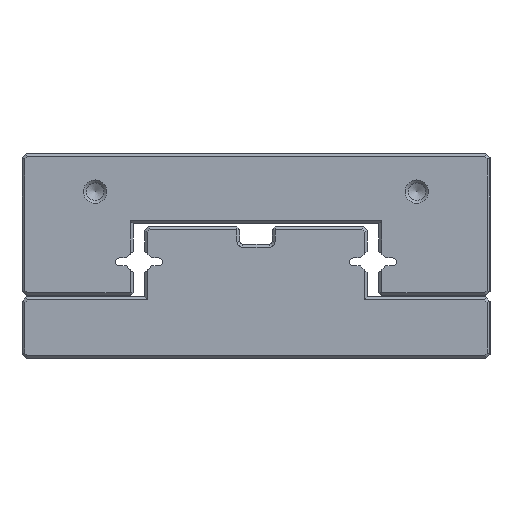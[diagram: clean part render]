
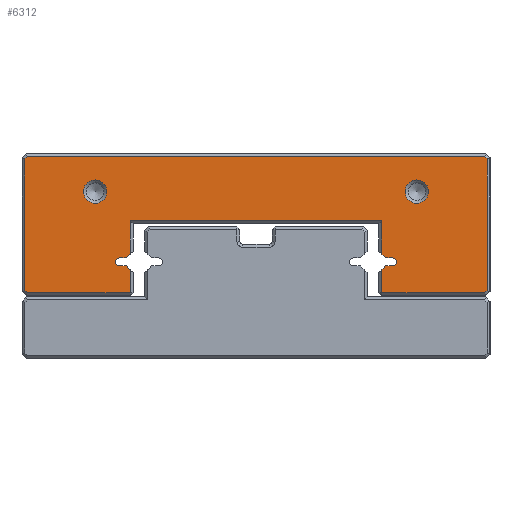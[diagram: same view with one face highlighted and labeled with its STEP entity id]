
A CAD part, left-side view. The second image highlights one B-rep face of the part: STEP entity #6312.
In plain terms, the highlighted planar face has unit normal (-1, 0, 0).
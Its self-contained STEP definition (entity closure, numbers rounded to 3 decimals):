
#5203=FACE_BOUND('',#9819,.T.);
#5204=FACE_BOUND('',#9820,.T.);
#5205=FACE_BOUND('',#9821,.T.);
#5785=CIRCLE('',#27023,0.667);
#5804=CIRCLE('',#27050,0.667);
#5808=CIRCLE('',#27060,2.);
#5809=CIRCLE('',#27061,2.);
#6312=ADVANCED_FACE('',(#5203,#5204,#5205),#7534,.T.);
#7534=PLANE('',#27062);
#9819=EDGE_LOOP('',(#12918,#12919,#12920,#12921,#12922,#12923,#12924,#12925,
#12926,#12927,#12928,#12929,#12930,#12931,#12932,#12933,#12934,#12935,#12936,
#12937,#12938,#12939,#12940,#12941));
#9820=EDGE_LOOP('',(#12942));
#9821=EDGE_LOOP('',(#12943));
#12918=ORIENTED_EDGE('',*,*,#20226,.F.);
#12919=ORIENTED_EDGE('',*,*,#20265,.T.);
#12920=ORIENTED_EDGE('',*,*,#20266,.T.);
#12921=ORIENTED_EDGE('',*,*,#20267,.T.);
#12922=ORIENTED_EDGE('',*,*,#20167,.F.);
#12923=ORIENTED_EDGE('',*,*,#20161,.F.);
#12924=ORIENTED_EDGE('',*,*,#20158,.F.);
#12925=ORIENTED_EDGE('',*,*,#20155,.F.);
#12926=ORIENTED_EDGE('',*,*,#20153,.F.);
#12927=ORIENTED_EDGE('',*,*,#20268,.T.);
#12928=ORIENTED_EDGE('',*,*,#20269,.T.);
#12929=ORIENTED_EDGE('',*,*,#20270,.T.);
#12930=ORIENTED_EDGE('',*,*,#20271,.T.);
#12931=ORIENTED_EDGE('',*,*,#20272,.T.);
#12932=ORIENTED_EDGE('',*,*,#20273,.T.);
#12933=ORIENTED_EDGE('',*,*,#20274,.T.);
#12934=ORIENTED_EDGE('',*,*,#20275,.T.);
#12935=ORIENTED_EDGE('',*,*,#20276,.T.);
#12936=ORIENTED_EDGE('',*,*,#20277,.T.);
#12937=ORIENTED_EDGE('',*,*,#20278,.T.);
#12938=ORIENTED_EDGE('',*,*,#20240,.F.);
#12939=ORIENTED_EDGE('',*,*,#20234,.F.);
#12940=ORIENTED_EDGE('',*,*,#20231,.F.);
#12941=ORIENTED_EDGE('',*,*,#20228,.F.);
#12942=ORIENTED_EDGE('',*,*,#20279,.T.);
#12943=ORIENTED_EDGE('',*,*,#20280,.T.);
#17911=VERTEX_POINT('',#36239);
#17912=VERTEX_POINT('',#36241);
#17913=VERTEX_POINT('',#36245);
#17915=VERTEX_POINT('',#36251);
#17917=VERTEX_POINT('',#36257);
#17922=VERTEX_POINT('',#36269);
#17962=VERTEX_POINT('',#36371);
#17963=VERTEX_POINT('',#36373);
#17964=VERTEX_POINT('',#36377);
#17966=VERTEX_POINT('',#36383);
#17968=VERTEX_POINT('',#36389);
#17973=VERTEX_POINT('',#36401);
#17994=VERTEX_POINT('',#36451);
#17995=VERTEX_POINT('',#36453);
#17996=VERTEX_POINT('',#36456);
#17997=VERTEX_POINT('',#36458);
#17998=VERTEX_POINT('',#36460);
#17999=VERTEX_POINT('',#36462);
#18000=VERTEX_POINT('',#36464);
#18001=VERTEX_POINT('',#36466);
#18002=VERTEX_POINT('',#36468);
#18003=VERTEX_POINT('',#36470);
#18004=VERTEX_POINT('',#36472);
#18005=VERTEX_POINT('',#36474);
#18006=VERTEX_POINT('',#36477);
#18007=VERTEX_POINT('',#36479);
#20153=EDGE_CURVE('',#17911,#17912,#22777,.T.);
#20155=EDGE_CURVE('',#17912,#17913,#22779,.T.);
#20158=EDGE_CURVE('',#17913,#17915,#5785,.T.);
#20161=EDGE_CURVE('',#17915,#17917,#22783,.T.);
#20167=EDGE_CURVE('',#17917,#17922,#22789,.T.);
#20226=EDGE_CURVE('',#17962,#17963,#22831,.T.);
#20228=EDGE_CURVE('',#17963,#17964,#22833,.T.);
#20231=EDGE_CURVE('',#17964,#17966,#5804,.T.);
#20234=EDGE_CURVE('',#17966,#17968,#22837,.T.);
#20240=EDGE_CURVE('',#17968,#17973,#22843,.T.);
#20265=EDGE_CURVE('',#17962,#17994,#22866,.T.);
#20266=EDGE_CURVE('',#17994,#17995,#22867,.T.);
#20267=EDGE_CURVE('',#17995,#17922,#22868,.T.);
#20268=EDGE_CURVE('',#17911,#17996,#22869,.T.);
#20269=EDGE_CURVE('',#17996,#17997,#22870,.T.);
#20270=EDGE_CURVE('',#17997,#17998,#22871,.T.);
#20271=EDGE_CURVE('',#17998,#17999,#22872,.T.);
#20272=EDGE_CURVE('',#17999,#18000,#22873,.T.);
#20273=EDGE_CURVE('',#18000,#18001,#22874,.T.);
#20274=EDGE_CURVE('',#18001,#18002,#22875,.T.);
#20275=EDGE_CURVE('',#18002,#18003,#22876,.T.);
#20276=EDGE_CURVE('',#18003,#18004,#22877,.T.);
#20277=EDGE_CURVE('',#18004,#18005,#22878,.T.);
#20278=EDGE_CURVE('',#18005,#17973,#22879,.T.);
#20279=EDGE_CURVE('',#18006,#18006,#5808,.T.);
#20280=EDGE_CURVE('',#18007,#18007,#5809,.T.);
#22777=LINE('',#36240,#25025);
#22779=LINE('',#36244,#25027);
#22783=LINE('',#36256,#25031);
#22789=LINE('',#36268,#25037);
#22831=LINE('',#36372,#25079);
#22833=LINE('',#36376,#25081);
#22837=LINE('',#36388,#25085);
#22843=LINE('',#36400,#25091);
#22866=LINE('',#36450,#25114);
#22867=LINE('',#36452,#25115);
#22868=LINE('',#36454,#25116);
#22869=LINE('',#36455,#25117);
#22870=LINE('',#36457,#25118);
#22871=LINE('',#36459,#25119);
#22872=LINE('',#36461,#25120);
#22873=LINE('',#36463,#25121);
#22874=LINE('',#36465,#25122);
#22875=LINE('',#36467,#25123);
#22876=LINE('',#36469,#25124);
#22877=LINE('',#36471,#25125);
#22878=LINE('',#36473,#25126);
#22879=LINE('',#36475,#25127);
#25025=VECTOR('',#29891,1.);
#25027=VECTOR('',#29895,1.);
#25031=VECTOR('',#29907,1.);
#25037=VECTOR('',#29915,1.);
#25079=VECTOR('',#29999,1.);
#25081=VECTOR('',#30003,1.);
#25085=VECTOR('',#30015,1.);
#25091=VECTOR('',#30023,1.);
#25114=VECTOR('',#30058,1.);
#25115=VECTOR('',#30059,1.);
#25116=VECTOR('',#30060,1.);
#25117=VECTOR('',#30061,1.);
#25118=VECTOR('',#30062,1.);
#25119=VECTOR('',#30063,1.);
#25120=VECTOR('',#30064,1.);
#25121=VECTOR('',#30065,1.);
#25122=VECTOR('',#30066,1.);
#25123=VECTOR('',#30067,1.);
#25124=VECTOR('',#30068,1.);
#25125=VECTOR('',#30069,1.);
#25126=VECTOR('',#30070,1.);
#25127=VECTOR('',#30071,1.);
#27023=AXIS2_PLACEMENT_3D('',#36250,#29900,#29901);
#27050=AXIS2_PLACEMENT_3D('',#36382,#30008,#30009);
#27060=AXIS2_PLACEMENT_3D('',#36476,#30072,#30073);
#27061=AXIS2_PLACEMENT_3D('',#36478,#30074,#30075);
#27062=AXIS2_PLACEMENT_3D('',#36480,#30076,#30077);
#29891=DIRECTION('',(0.,-0.707,0.707));
#29895=DIRECTION('',(0.,-1.,0.));
#29900=DIRECTION('',(-1.,0.,0.));
#29901=DIRECTION('',(0.,0.,-1.));
#29907=DIRECTION('',(0.,1.,0.));
#29915=DIRECTION('',(0.,0.707,0.707));
#29999=DIRECTION('',(0.,0.707,-0.707));
#30003=DIRECTION('',(0.,1.,0.));
#30008=DIRECTION('',(-1.,0.,0.));
#30009=DIRECTION('',(0.,0.,1.));
#30015=DIRECTION('',(0.,-1.,0.));
#30023=DIRECTION('',(0.,-0.707,-0.707));
#30058=DIRECTION('',(0.,0.,1.));
#30059=DIRECTION('',(0.,-1.,0.));
#30060=DIRECTION('',(0.,0.,-1.));
#30061=DIRECTION('',(0.,0.,-1.));
#30062=DIRECTION('',(0.,-1.,0.));
#30063=DIRECTION('',(0.,-0.707,0.707));
#30064=DIRECTION('',(0.,0.,1.));
#30065=DIRECTION('',(0.,0.707,0.707));
#30066=DIRECTION('',(0.,1.,0.));
#30067=DIRECTION('',(0.,0.707,-0.707));
#30068=DIRECTION('',(0.,0.,-1.));
#30069=DIRECTION('',(0.,-0.707,-0.707));
#30070=DIRECTION('',(0.,-1.,0.));
#30071=DIRECTION('',(0.,0.,1.));
#30072=DIRECTION('',(1.,0.,0.));
#30073=DIRECTION('',(0.,0.,-1.));
#30074=DIRECTION('',(1.,0.,0.));
#30075=DIRECTION('',(0.,0.,-1.));
#30076=DIRECTION('',(-1.,0.,0.));
#30077=DIRECTION('',(0.,0.,-1.));
#36239=CARTESIAN_POINT('',(80.,18.5,15.172));
#36240=CARTESIAN_POINT('',(80.,19.,14.672));
#36241=CARTESIAN_POINT('',(80.,17.838,15.833));
#36244=CARTESIAN_POINT('',(80.,17.838,15.833));
#36245=CARTESIAN_POINT('',(80.,16.667,15.833));
#36250=CARTESIAN_POINT('',(80.,16.667,16.5));
#36251=CARTESIAN_POINT('',(80.,16.667,17.167));
#36256=CARTESIAN_POINT('',(80.,16.667,17.167));
#36257=CARTESIAN_POINT('',(80.,17.838,17.167));
#36268=CARTESIAN_POINT('',(80.,17.838,17.167));
#36269=CARTESIAN_POINT('',(80.,18.5,17.828));
#36371=CARTESIAN_POINT('',(80.,61.5,17.828));
#36372=CARTESIAN_POINT('',(80.,61.,18.328));
#36373=CARTESIAN_POINT('',(80.,62.162,17.167));
#36376=CARTESIAN_POINT('',(80.,62.162,17.167));
#36377=CARTESIAN_POINT('',(80.,63.333,17.167));
#36382=CARTESIAN_POINT('',(80.,63.333,16.5));
#36383=CARTESIAN_POINT('',(80.,63.333,15.833));
#36388=CARTESIAN_POINT('',(80.,63.333,15.833));
#36389=CARTESIAN_POINT('',(80.,62.162,15.833));
#36400=CARTESIAN_POINT('',(80.,62.162,15.833));
#36401=CARTESIAN_POINT('',(80.,61.5,15.172));
#36450=CARTESIAN_POINT('',(80.,61.5,23.));
#36451=CARTESIAN_POINT('',(80.,61.5,23.5));
#36452=CARTESIAN_POINT('',(80.,19.,23.5));
#36453=CARTESIAN_POINT('',(80.,18.5,23.5));
#36454=CARTESIAN_POINT('',(80.,18.5,18.328));
#36455=CARTESIAN_POINT('',(80.,18.5,10.7));
#36456=CARTESIAN_POINT('',(80.,18.5,11.2));
#36457=CARTESIAN_POINT('',(80.,0.7,11.2));
#36458=CARTESIAN_POINT('',(80.,0.907,11.2));
#36459=CARTESIAN_POINT('',(80.,6.137,5.97));
#36460=CARTESIAN_POINT('',(80.,0.5,11.607));
#36461=CARTESIAN_POINT('',(80.,0.5,34.3));
#36462=CARTESIAN_POINT('',(80.,0.5,34.093));
#36463=CARTESIAN_POINT('',(80.,-0.213,33.38));
#36464=CARTESIAN_POINT('',(80.,0.907,34.5));
#36465=CARTESIAN_POINT('',(80.,79.3,34.5));
#36466=CARTESIAN_POINT('',(80.,79.093,34.5));
#36467=CARTESIAN_POINT('',(80.,56.88,56.713));
#36468=CARTESIAN_POINT('',(80.,79.5,34.093));
#36469=CARTESIAN_POINT('',(80.,79.5,11.4));
#36470=CARTESIAN_POINT('',(80.,79.5,11.607));
#36471=CARTESIAN_POINT('',(80.,50.53,-17.363));
#36472=CARTESIAN_POINT('',(80.,79.093,11.2));
#36473=CARTESIAN_POINT('',(80.,61.,11.2));
#36474=CARTESIAN_POINT('',(80.,61.5,11.2));
#36475=CARTESIAN_POINT('',(80.,61.5,14.672));
#36476=CARTESIAN_POINT('',(80.,12.5,28.5));
#36477=CARTESIAN_POINT('',(80.,12.5,26.5));
#36478=CARTESIAN_POINT('',(80.,67.5,28.5));
#36479=CARTESIAN_POINT('',(80.,67.5,26.5));
#36480=CARTESIAN_POINT('',(80.,16.667,16.5));
